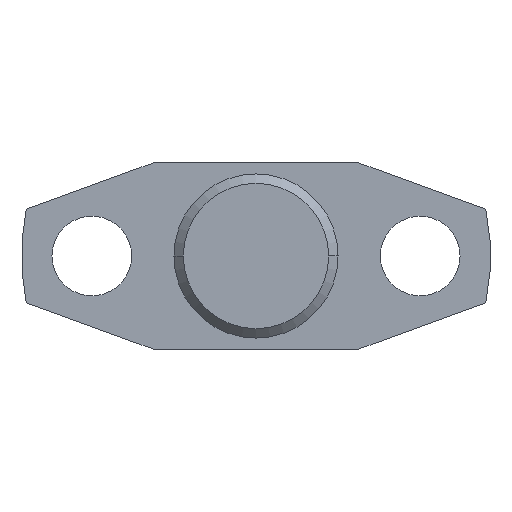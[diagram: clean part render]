
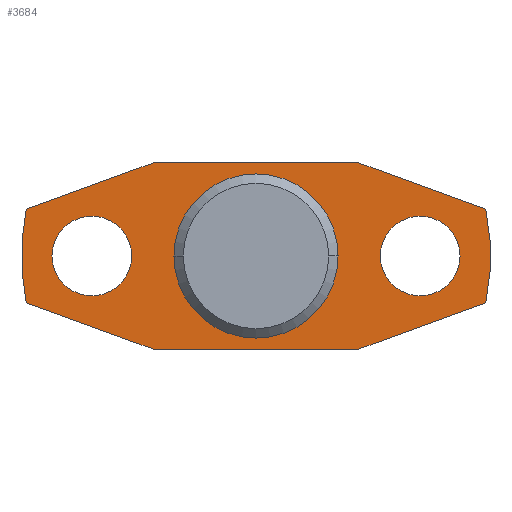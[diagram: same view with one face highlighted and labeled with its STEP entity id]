
A CAD part, front view. The second image highlights one B-rep face of the part: STEP entity #3684.
In plain terms, the highlighted planar face has unit normal (0, -1, 0).
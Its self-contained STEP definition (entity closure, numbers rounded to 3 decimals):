
#38 = CARTESIAN_POINT ( 'NONE',  ( -3.5, 0., 0.85 ) ) ;
#92 = LINE ( 'NONE', #4412, #9907 ) ;
#189 = LINE ( 'NONE', #9653, #6897 ) ;
#194 = EDGE_CURVE ( 'Defeature ausgef�hrt2_54+Defeature ausgef�hrt2_10+Defeature ausgef�hrt2_10+Defeature ausgef�hrt2_10', #9595, #6761, #4079, .T. ) ;
#255 = CARTESIAN_POINT ( 'NONE',  ( -2.152, 0., 2. ) ) ;
#327 = EDGE_CURVE ( 'Defeature ausgef�hrt2_55+Defeature ausgef�hrt2_10+Defeature ausgef�hrt2_10+Defeature ausgef�hrt2_10', #3217, #9637, #4972, .T. ) ;
#359 = EDGE_LOOP ( 'NONE', ( #1284, #2448 ) ) ;
#474 = ORIENTED_EDGE ( 'NONE', *, *, #7670, .F. ) ;
#629 = VERTEX_POINT ( 'NONE', #8972 ) ;
#794 = CARTESIAN_POINT ( 'NONE',  ( 2.152, 0., 2. ) ) ;
#1013 = DIRECTION ( 'NONE',  ( 0., -1., 0. ) ) ;
#1254 = CARTESIAN_POINT ( 'NONE',  ( 4.899, 0., 1. ) ) ;
#1284 = ORIENTED_EDGE ( 'NONE', *, *, #6066, .F. ) ;
#1309 = EDGE_CURVE ( 'Defeature ausgef�hrt2_54+Defeature ausgef�hrt2_10+Defeature ausgef�hrt2_10+Defeature ausgef�hrt2_10', #6761, #9595, #3924, .T. ) ;
#1338 = EDGE_CURVE ( 'Defeature ausgef�hrt2_7+Defeature ausgef�hrt2_10+Defeature ausgef�hrt2_6+Defeature ausgef�hrt2_8', #6740, #6059, #189, .T. ) ;
#1431 = EDGE_LOOP ( 'NONE', ( #9392, #3354, #6838, #9126, #4869, #2545, #474, #2092 ) ) ;
#1581 = DIRECTION ( 'NONE',  ( 0., 1., 0. ) ) ;
#1762 = CARTESIAN_POINT ( 'NONE',  ( -4.899, 0., 1. ) ) ;
#1821 = CARTESIAN_POINT ( 'NONE',  ( -3.5, 0., -0.85 ) ) ;
#1861 = LINE ( 'NONE', #7252, #10354 ) ;
#1863 = EDGE_CURVE ( 'Defeature ausgef�hrt2_6+Defeature ausgef�hrt2_10+Defeature ausgef�hrt2_5+Defeature ausgef�hrt2_7', #6060, #6740, #6122, .T. ) ;
#1895 = AXIS2_PLACEMENT_3D ( 'NONE', #6862, #1013, #10153 ) ;
#2042 = DIRECTION ( 'NONE',  ( 0., 0., -1. ) ) ;
#2070 = DIRECTION ( 'NONE',  ( 0., 1., 0. ) ) ;
#2092 = ORIENTED_EDGE ( 'NONE', *, *, #9543, .F. ) ;
#2165 = VERTEX_POINT ( 'NONE', #7982 ) ;
#2212 = DIRECTION ( 'NONE',  ( -0.94, 0., -0.342 ) ) ;
#2294 = VERTEX_POINT ( 'NONE', #3783 ) ;
#2339 = CARTESIAN_POINT ( 'NONE',  ( 2.152, 0., 2. ) ) ;
#2360 = DIRECTION ( 'NONE',  ( 0., 0., 1. ) ) ;
#2448 = ORIENTED_EDGE ( 'NONE', *, *, #10681, .F. ) ;
#2545 = ORIENTED_EDGE ( 'NONE', *, *, #4560, .F. ) ;
#2556 = FACE_BOUND ( 'NONE', #6839, .T. ) ;
#2819 = VERTEX_POINT ( 'NONE', #794 ) ;
#2869 = DIRECTION ( 'NONE',  ( 0., -1., 0. ) ) ;
#3071 = CARTESIAN_POINT ( 'NONE',  ( 0., 0., 0. ) ) ;
#3085 = ORIENTED_EDGE ( 'NONE', *, *, #4009, .F. ) ;
#3189 = FACE_BOUND ( 'NONE', #6484, .T. ) ;
#3217 = VERTEX_POINT ( 'NONE', #4363 ) ;
#3354 = ORIENTED_EDGE ( 'NONE', *, *, #7433, .F. ) ;
#3594 = CIRCLE ( 'NONE', #4591, 0.85 ) ;
#3684 = ADVANCED_FACE ( 'Defeature ausgef�hrt2_10', ( #2556, #3189, #7847, #10046 ), #10381, .T. ) ;
#3689 = CIRCLE ( 'NONE', #10485, 1.75 ) ;
#3710 = DIRECTION ( 'NONE',  ( 0., 0., 1. ) ) ;
#3783 = CARTESIAN_POINT ( 'NONE',  ( -4.899, 0., -1. ) ) ;
#3820 = ORIENTED_EDGE ( 'NONE', *, *, #327, .F. ) ;
#3924 = CIRCLE ( 'NONE', #4924, 0.85 ) ;
#3962 = DIRECTION ( 'NONE',  ( 1., 0., 0. ) ) ;
#4009 = EDGE_CURVE ( 'Defeature ausgef�hrt2_55+Defeature ausgef�hrt2_10+Defeature ausgef�hrt2_10+Defeature ausgef�hrt2_10', #9637, #3217, #3594, .T. ) ;
#4079 = CIRCLE ( 'NONE', #6984, 0.85 ) ;
#4363 = CARTESIAN_POINT ( 'NONE',  ( 3.5, 0., 0.85 ) ) ;
#4406 = CARTESIAN_POINT ( 'NONE',  ( -3.5, 0., 0. ) ) ;
#4412 = CARTESIAN_POINT ( 'NONE',  ( 4.899, 0., 1. ) ) ;
#4514 = ORIENTED_EDGE ( 'NONE', *, *, #1309, .F. ) ;
#4537 = CARTESIAN_POINT ( 'NONE',  ( 0., 0., 0. ) ) ;
#4560 = EDGE_CURVE ( 'Defeature ausgef�hrt2_5+Defeature ausgef�hrt2_10+Defeature ausgef�hrt2_4+Defeature ausgef�hrt2_6', #2819, #6060, #92, .T. ) ;
#4591 = AXIS2_PLACEMENT_3D ( 'NONE', #6885, #7350, #7310 ) ;
#4615 = DIRECTION ( 'NONE',  ( 0., -1., 0. ) ) ;
#4700 = LINE ( 'NONE', #6271, #8589 ) ;
#4783 = AXIS2_PLACEMENT_3D ( 'NONE', #7825, #2869, #9485 ) ;
#4861 = AXIS2_PLACEMENT_3D ( 'NONE', #7768, #2070, #2042 ) ;
#4869 = ORIENTED_EDGE ( 'NONE', *, *, #1863, .F. ) ;
#4924 = AXIS2_PLACEMENT_3D ( 'NONE', #8810, #7214, #2360 ) ;
#4972 = CIRCLE ( 'NONE', #4783, 0.85 ) ;
#5054 = CARTESIAN_POINT ( 'NONE',  ( 4.899, 0., -1. ) ) ;
#5174 = CARTESIAN_POINT ( 'NONE',  ( -2.152, 0., 2. ) ) ;
#5251 = VERTEX_POINT ( 'NONE', #5174 ) ;
#5258 = VERTEX_POINT ( 'NONE', #7485 ) ;
#5339 = VECTOR ( 'NONE', #8479, 1000. ) ;
#5898 = VERTEX_POINT ( 'NONE', #1762 ) ;
#6000 = DIRECTION ( 'NONE',  ( 0., 0., -1. ) ) ;
#6059 = VERTEX_POINT ( 'NONE', #9298 ) ;
#6060 = VERTEX_POINT ( 'NONE', #1254 ) ;
#6066 = EDGE_CURVE ( 'Defeature ausgef�hrt2_16+Defeature ausgef�hrt2_10+Defeature ausgef�hrt2_10+Defeature ausgef�hrt2_10', #2165, #5258, #3689, .T. ) ;
#6122 = CIRCLE ( 'NONE', #4861, 5. ) ;
#6174 = DIRECTION ( 'NONE',  ( 0., -1., 0. ) ) ;
#6225 = CIRCLE ( 'NONE', #7816, 5. ) ;
#6271 = CARTESIAN_POINT ( 'NONE',  ( -4.899, 0., -1. ) ) ;
#6484 = EDGE_LOOP ( 'NONE', ( #4514, #8729 ) ) ;
#6531 = CIRCLE ( 'NONE', #1895, 1.75 ) ;
#6740 = VERTEX_POINT ( 'NONE', #5054 ) ;
#6759 = DIRECTION ( 'NONE',  ( 0.94, 0., -0.342 ) ) ;
#6761 = VERTEX_POINT ( 'NONE', #38 ) ;
#6838 = ORIENTED_EDGE ( 'NONE', *, *, #10356, .F. ) ;
#6839 = EDGE_LOOP ( 'NONE', ( #3820, #3085 ) ) ;
#6862 = CARTESIAN_POINT ( 'NONE',  ( 0., 0., 0. ) ) ;
#6885 = CARTESIAN_POINT ( 'NONE',  ( 3.5, 0., 0. ) ) ;
#6897 = VECTOR ( 'NONE', #2212, 1000. ) ;
#6984 = AXIS2_PLACEMENT_3D ( 'NONE', #4406, #9389, #10182 ) ;
#7144 = LINE ( 'NONE', #2339, #8466 ) ;
#7214 = DIRECTION ( 'NONE',  ( 0., -1., 0. ) ) ;
#7252 = CARTESIAN_POINT ( 'NONE',  ( -2.152, 0., -2. ) ) ;
#7310 = DIRECTION ( 'NONE',  ( 0., 0., 1. ) ) ;
#7350 = DIRECTION ( 'NONE',  ( 0., -1., 0. ) ) ;
#7433 = EDGE_CURVE ( 'Defeature ausgef�hrt2_9+Defeature ausgef�hrt2_10+Defeature ausgef�hrt2_8+Defeature ausgef�hrt2_2', #629, #2294, #4700, .T. ) ;
#7485 = CARTESIAN_POINT ( 'NONE',  ( 1.75, 0., 0. ) ) ;
#7543 = LINE ( 'NONE', #255, #5339 ) ;
#7649 = CARTESIAN_POINT ( 'NONE',  ( 3.5, 0., -0.85 ) ) ;
#7670 = EDGE_CURVE ( 'Defeature ausgef�hrt2_4+Defeature ausgef�hrt2_10+Defeature ausgef�hrt2_3+Defeature ausgef�hrt2_5', #5251, #2819, #7144, .T. ) ;
#7768 = CARTESIAN_POINT ( 'NONE',  ( 0., 0., 0. ) ) ;
#7816 = AXIS2_PLACEMENT_3D ( 'NONE', #3071, #1581, #9757 ) ;
#7825 = CARTESIAN_POINT ( 'NONE',  ( 3.5, 0., 0. ) ) ;
#7847 = FACE_BOUND ( 'NONE', #359, .T. ) ;
#7982 = CARTESIAN_POINT ( 'NONE',  ( -1.75, 0., 0. ) ) ;
#8079 = DIRECTION ( 'NONE',  ( -0.94, 0., 0.342 ) ) ;
#8466 = VECTOR ( 'NONE', #3962, 1000. ) ;
#8479 = DIRECTION ( 'NONE',  ( 0.94, 0., 0.342 ) ) ;
#8589 = VECTOR ( 'NONE', #8079, 1000. ) ;
#8729 = ORIENTED_EDGE ( 'NONE', *, *, #194, .F. ) ;
#8810 = CARTESIAN_POINT ( 'NONE',  ( -3.5, 0., 0. ) ) ;
#8972 = CARTESIAN_POINT ( 'NONE',  ( -2.152, 0., -2. ) ) ;
#8996 = DIRECTION ( 'NONE',  ( -1., 0., 0. ) ) ;
#9126 = ORIENTED_EDGE ( 'NONE', *, *, #1338, .F. ) ;
#9298 = CARTESIAN_POINT ( 'NONE',  ( 2.152, 0., -2. ) ) ;
#9389 = DIRECTION ( 'NONE',  ( 0., -1., 0. ) ) ;
#9392 = ORIENTED_EDGE ( 'NONE', *, *, #10426, .F. ) ;
#9465 = CARTESIAN_POINT ( 'NONE',  ( 0., 0., 0. ) ) ;
#9485 = DIRECTION ( 'NONE',  ( 0., 0., 1. ) ) ;
#9543 = EDGE_CURVE ( 'Defeature ausgef�hrt2_3+Defeature ausgef�hrt2_10+Defeature ausgef�hrt2_2+Defeature ausgef�hrt2_4', #5898, #5251, #7543, .T. ) ;
#9595 = VERTEX_POINT ( 'NONE', #1821 ) ;
#9637 = VERTEX_POINT ( 'NONE', #7649 ) ;
#9653 = CARTESIAN_POINT ( 'NONE',  ( 2.152, 0., -2. ) ) ;
#9757 = DIRECTION ( 'NONE',  ( 0., 0., 1. ) ) ;
#9907 = VECTOR ( 'NONE', #6759, 1000. ) ;
#10046 = FACE_OUTER_BOUND ( 'NONE', #1431, .T. ) ;
#10153 = DIRECTION ( 'NONE',  ( 0., 0., -1. ) ) ;
#10182 = DIRECTION ( 'NONE',  ( 0., 0., 1. ) ) ;
#10326 = AXIS2_PLACEMENT_3D ( 'NONE', #4537, #4615, #3710 ) ;
#10354 = VECTOR ( 'NONE', #8996, 1000. ) ;
#10356 = EDGE_CURVE ( 'Defeature ausgef�hrt2_8+Defeature ausgef�hrt2_10+Defeature ausgef�hrt2_7+Defeature ausgef�hrt2_9', #6059, #629, #1861, .T. ) ;
#10381 = PLANE ( 'NONE',  #10326 ) ;
#10426 = EDGE_CURVE ( 'Defeature ausgef�hrt2_2+Defeature ausgef�hrt2_10+Defeature ausgef�hrt2_9+Defeature ausgef�hrt2_3', #2294, #5898, #6225, .T. ) ;
#10485 = AXIS2_PLACEMENT_3D ( 'NONE', #9465, #6174, #6000 ) ;
#10681 = EDGE_CURVE ( 'Defeature ausgef�hrt2_16+Defeature ausgef�hrt2_10+Defeature ausgef�hrt2_10+Defeature ausgef�hrt2_10', #5258, #2165, #6531, .T. ) ;
